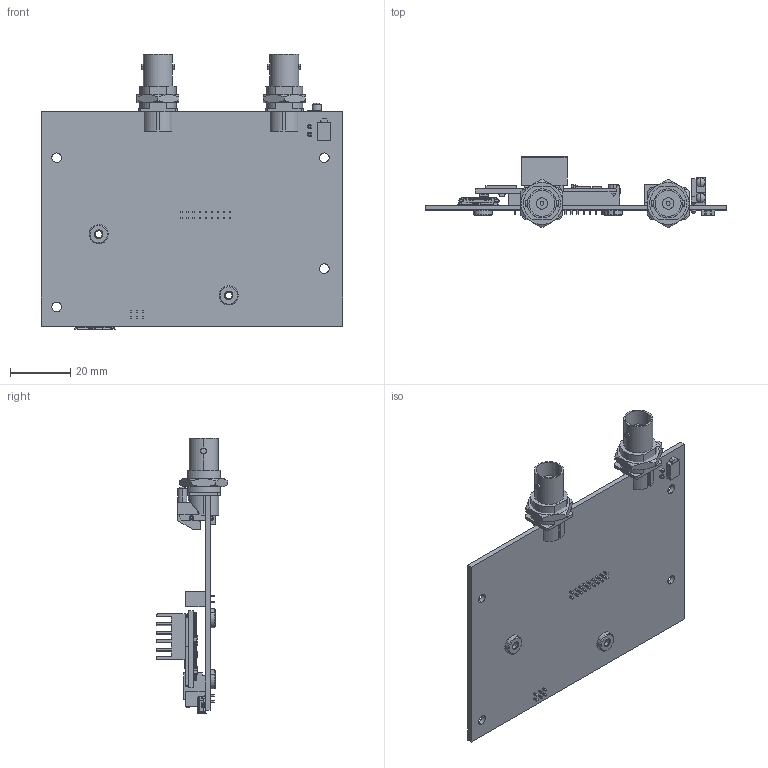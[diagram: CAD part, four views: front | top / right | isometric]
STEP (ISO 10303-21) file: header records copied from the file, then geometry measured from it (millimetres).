
FILE_DESCRIPTION (( 'STEP AP214' ), '1' );
FILE_NAME ('3364-SDIa.STEP', '2019-09-25T21:35:04', ( '' ), ( '' ), 'SwSTEP 2.0', 'SolidWorks 2012', '' );
FILE_SCHEMA (( 'AUTOMOTIVE_DESIGN' ));
Length unit declared in the file: inch
Products named in the file (24): Heatsink_CPU_15x15x9.6; Dip switch SMT; USB3-microB; 3MM_2UP; self-clinching nut_pmi_PreviewCfg; HDR-2MM_Hirose_6 Pin; HDR-2MM_Hirose_18 Pin; Tactile switch_901; 2960; SOT-23-5; LED_0603; IC_3x3; IC_5x5; SOT-23; Cap_ceramic_0805; Choke ELL4; IC_9x12.5; IC_13x13; IC_10x13; DF40; BNC_Edge Launch; 3364; 3364-SDIa
Assembly tree (37 placements, depth 3):
  3364-SDIa
    3364
    BNC_Edge Launch  x2
    2960
      2960
      DF40  x2
      IC_10x13
      IC_13x13
      IC_9x12.5
      Choke ELL4  x3
      Cap_ceramic_0805  x6
      SOT-23
      IC_5x5
      IC_3x3
      LED_0603  x4
      SOT-23-5  x2
    Tactile switch_901
    HDR-2MM_Hirose_18 Pin
    HDR-2MM_Hirose_6 Pin
    self-clinching nut_pmi_PreviewCfg  x2
    3MM_2UP
    USB3-microB
    Dip switch SMT
    Heatsink_CPU_15x15x9.6
Bounding box: 100.08 x 23.82 x 91.47 mm (x, y, z)
Volume: 19807.7 mm3; surface area: 28045.5 mm2
Topology: 63 solids, 65 shells, 3953 faces, 11009 edges, 7329 vertices
Faces by surface type: plane 3421, cylinder 407, cone 71, bspline 54
Entity records: 107156 total; most frequent: CARTESIAN_POINT 18823, ORIENTED_EDGE 13835, DIRECTION 11692, EDGE_CURVE 7108, VECTOR 5944, LINE 5944, VERTEX_POINT 4739, AXIS2_PLACEMENT_3D 2874
